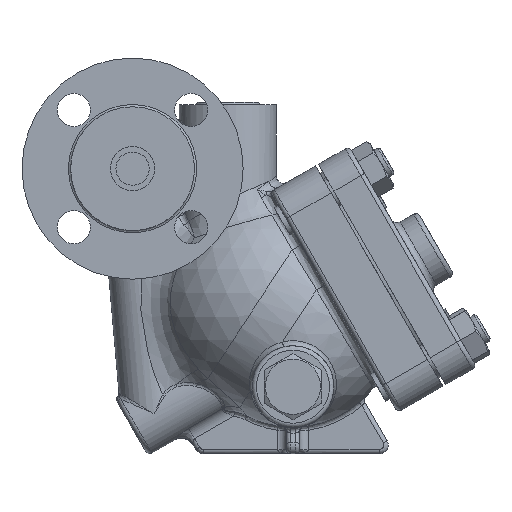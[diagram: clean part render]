
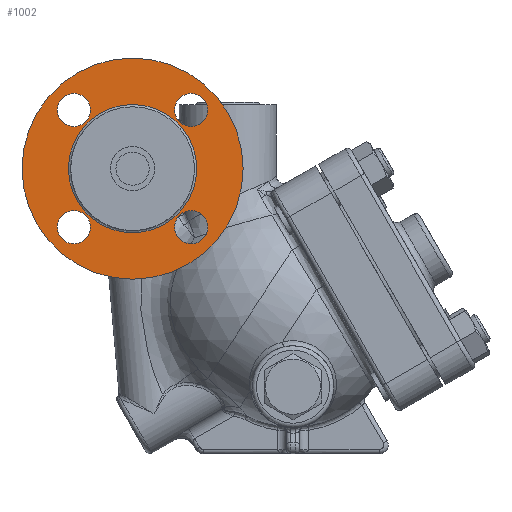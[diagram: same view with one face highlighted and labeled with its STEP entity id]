
A CAD part, front view. The second image highlights one B-rep face of the part: STEP entity #1002.
In plain terms, the highlighted planar face has unit normal (0, -1, 0).
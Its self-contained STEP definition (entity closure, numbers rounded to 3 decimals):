
#927=CARTESIAN_POINT('',(-43.,-124.,29.0));
#928=VERTEX_POINT('',#927);
#929=CARTESIAN_POINT('',(-43.,-124.,0.));
#930=DIRECTION('',(0.0,-1.0,0.0));
#931=DIRECTION('',(0.0,0.0,-1.0));
#932=AXIS2_PLACEMENT_3D('',#929,#930,#931);
#933=CIRCLE('',#932,29.);
#934=EDGE_CURVE('',#928,#928,#933,.T.);
#939=CARTESIAN_POINT('',(-43.,-124.,39.));
#940=DIRECTION('',(0.0,-1.0,0.0));
#941=DIRECTION('',(0.0,0.0,-1.0));
#942=AXIS2_PLACEMENT_3D('',#939,#940,#941);
#943=PLANE('',#942);
#944=CARTESIAN_POINT('',(-43.,-124.,50.));
#945=VERTEX_POINT('',#944);
#946=CARTESIAN_POINT('',(-43.,-124.,0.));
#947=DIRECTION('',(0.0,1.0,0.0));
#948=DIRECTION('',(0.0,0.0,1.0));
#949=AXIS2_PLACEMENT_3D('',#946,#947,#948);
#950=CIRCLE('',#949,50.);
#951=EDGE_CURVE('',#945,#945,#950,.T.);
#952=ORIENTED_EDGE('',*,*,#951,.F.);
#953=EDGE_LOOP('',(#952));
#954=FACE_OUTER_BOUND('',#953,.T.);
#955=CARTESIAN_POINT('',(-8.983,-124.,26.517));
#956=VERTEX_POINT('',#955);
#957=CARTESIAN_POINT('',(-16.483,-124.,26.517));
#958=DIRECTION('',(0.0,1.0,0.0));
#959=DIRECTION('',(1.0,0.0,0.0));
#960=AXIS2_PLACEMENT_3D('',#957,#958,#959);
#961=CIRCLE('',#960,7.5);
#962=EDGE_CURVE('',#956,#956,#961,.T.);
#963=ORIENTED_EDGE('',*,*,#962,.T.);
#964=EDGE_LOOP('',(#963));
#965=FACE_BOUND('',#964,.T.);
#966=CARTESIAN_POINT('',(-16.483,-124.,-34.017));
#967=VERTEX_POINT('',#966);
#968=CARTESIAN_POINT('',(-16.483,-124.,-26.517));
#969=DIRECTION('',(0.0,1.0,0.0));
#970=DIRECTION('',(0.0,0.0,-1.0));
#971=AXIS2_PLACEMENT_3D('',#968,#969,#970);
#972=CIRCLE('',#971,7.5);
#973=EDGE_CURVE('',#967,#967,#972,.T.);
#974=ORIENTED_EDGE('',*,*,#973,.T.);
#975=EDGE_LOOP('',(#974));
#976=FACE_BOUND('',#975,.T.);
#977=CARTESIAN_POINT('',(-77.017,-124.,-26.517));
#978=VERTEX_POINT('',#977);
#979=CARTESIAN_POINT('',(-69.517,-124.,-26.517));
#980=DIRECTION('',(0.0,1.0,0.0));
#981=DIRECTION('',(-1.0,0.0,0.0));
#982=AXIS2_PLACEMENT_3D('',#979,#980,#981);
#983=CIRCLE('',#982,7.5);
#984=EDGE_CURVE('',#978,#978,#983,.T.);
#985=ORIENTED_EDGE('',*,*,#984,.T.);
#986=EDGE_LOOP('',(#985));
#987=FACE_BOUND('',#986,.T.);
#988=CARTESIAN_POINT('',(-69.517,-124.,34.017));
#989=VERTEX_POINT('',#988);
#990=CARTESIAN_POINT('',(-69.517,-124.,26.517));
#991=DIRECTION('',(0.0,1.0,0.0));
#992=DIRECTION('',(0.0,0.0,1.0));
#993=AXIS2_PLACEMENT_3D('',#990,#991,#992);
#994=CIRCLE('',#993,7.5);
#995=EDGE_CURVE('',#989,#989,#994,.T.);
#996=ORIENTED_EDGE('',*,*,#995,.T.);
#997=EDGE_LOOP('',(#996));
#998=FACE_BOUND('',#997,.T.);
#999=ORIENTED_EDGE('',*,*,#934,.F.);
#1000=EDGE_LOOP('',(#999));
#1001=FACE_BOUND('',#1000,.T.);
#1002=ADVANCED_FACE('',(#954,#965,#976,#987,#998,#1001),#943,.T.);
